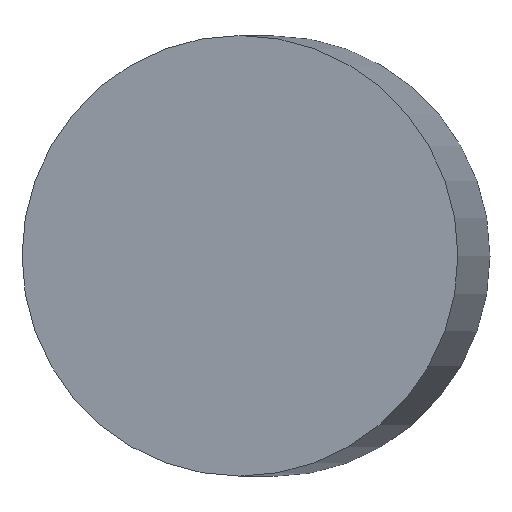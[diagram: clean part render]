
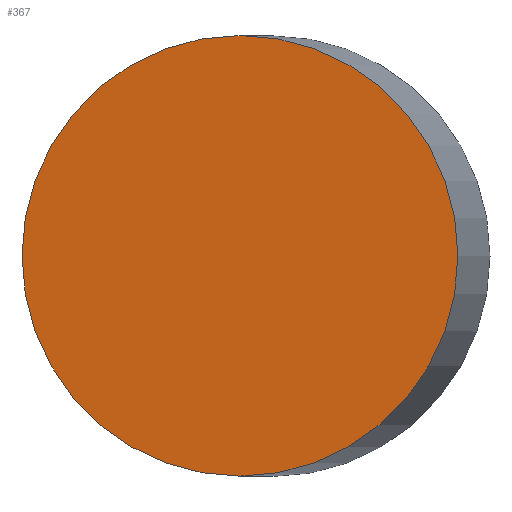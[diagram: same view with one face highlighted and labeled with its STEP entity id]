
A CAD part, top view. The second image highlights one B-rep face of the part: STEP entity #367.
In plain terms, the highlighted planar face has unit normal (-0.146, 0, 0.989).
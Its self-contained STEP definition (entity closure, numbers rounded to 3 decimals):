
#21 = EDGE_CURVE('',#22,#24,#26,.T.);
#22 = VERTEX_POINT('',#23);
#23 = CARTESIAN_POINT('',(-0.531,0.,
    0.175));
#24 = VERTEX_POINT('',#25);
#25 = CARTESIAN_POINT('',(0.458,0.,
    0.32));
#26 = SURFACE_CURVE('',#27,(#32,#66),.PCURVE_S1.);
#27 = CIRCLE('',#28,0.5);
#28 = AXIS2_PLACEMENT_3D('',#29,#30,#31);
#29 = CARTESIAN_POINT('',(-0.036,0.,
    0.247));
#30 = DIRECTION('',(0.146,0.,-0.989));
#31 = DIRECTION('',(-0.989,0.,-0.146)
  );
#32 = PCURVE('',#33,#38);
#33 = CYLINDRICAL_SURFACE('',#34,0.5);
#34 = AXIS2_PLACEMENT_3D('',#35,#36,#37);
#35 = CARTESIAN_POINT('',(-0.038,0.,
    0.257));
#36 = DIRECTION('',(0.146,0.,-0.989));
#37 = DIRECTION('',(0.989,0.,0.146));
#38 = DEFINITIONAL_REPRESENTATION('',(#39),#65);
#39 = B_SPLINE_CURVE_WITH_KNOTS('',3,(#40,#41,#42,#43,#44,#45,#46,#47,
    #48,#49,#50,#51,#52,#53,#54,#55,#56,#57,#58,#59,#60,#61,#62,#63,#64)
  ,.UNSPECIFIED.,.F.,.F.,(4,1,1,1,1,1,1,1,1,1,1,1,1,1,1,1,1,1,1,1,1,1,4)
  ,(0.,0.143,0.286,0.428,0.571,
    0.714,0.857,1.,1.142,
    1.285,1.428,1.571,1.714,
    1.856,1.999,2.142,2.285,
    2.428,2.57,2.713,2.856,
    2.999,3.142),.QUASI_UNIFORM_KNOTS.);
#40 = CARTESIAN_POINT('',(3.142,0.01));
#41 = CARTESIAN_POINT('',(3.189,0.01));
#42 = CARTESIAN_POINT('',(3.284,0.01));
#43 = CARTESIAN_POINT('',(3.427,0.01));
#44 = CARTESIAN_POINT('',(3.57,0.01));
#45 = CARTESIAN_POINT('',(3.713,0.01));
#46 = CARTESIAN_POINT('',(3.856,0.01));
#47 = CARTESIAN_POINT('',(3.998,0.01));
#48 = CARTESIAN_POINT('',(4.141,0.01));
#49 = CARTESIAN_POINT('',(4.284,0.01));
#50 = CARTESIAN_POINT('',(4.427,0.01));
#51 = CARTESIAN_POINT('',(4.57,0.01));
#52 = CARTESIAN_POINT('',(4.712,0.01));
#53 = CARTESIAN_POINT('',(4.855,0.01));
#54 = CARTESIAN_POINT('',(4.998,0.01));
#55 = CARTESIAN_POINT('',(5.141,0.01));
#56 = CARTESIAN_POINT('',(5.284,0.01));
#57 = CARTESIAN_POINT('',(5.426,0.01));
#58 = CARTESIAN_POINT('',(5.569,0.01));
#59 = CARTESIAN_POINT('',(5.712,0.01));
#60 = CARTESIAN_POINT('',(5.855,0.01));
#61 = CARTESIAN_POINT('',(5.998,0.01));
#62 = CARTESIAN_POINT('',(6.14,0.01));
#63 = CARTESIAN_POINT('',(6.236,0.01));
#64 = CARTESIAN_POINT('',(6.283,0.01));
#65 = ( GEOMETRIC_REPRESENTATION_CONTEXT(2) 
PARAMETRIC_REPRESENTATION_CONTEXT() REPRESENTATION_CONTEXT('2D SPACE',''
  ) );
#66 = PCURVE('',#67,#72);
#67 = PLANE('',#68);
#68 = AXIS2_PLACEMENT_3D('',#69,#70,#71);
#69 = CARTESIAN_POINT('',(-0.036,0.,
    0.247));
#70 = DIRECTION('',(0.146,0.,-0.989));
#71 = DIRECTION('',(-0.989,0.,-0.146)
  );
#72 = DEFINITIONAL_REPRESENTATION('',(#73),#77);
#73 = CIRCLE('',#74,0.5);
#74 = AXIS2_PLACEMENT_2D('',#75,#76);
#75 = CARTESIAN_POINT('',(0.,0.));
#76 = DIRECTION('',(1.,0.));
#77 = ( GEOMETRIC_REPRESENTATION_CONTEXT(2) 
PARAMETRIC_REPRESENTATION_CONTEXT() REPRESENTATION_CONTEXT('2D SPACE',''
  ) );
#117 = CYLINDRICAL_SURFACE('',#118,0.5);
#118 = AXIS2_PLACEMENT_3D('',#119,#120,#121);
#119 = CARTESIAN_POINT('',(-0.038,0.,
    0.257));
#120 = DIRECTION('',(0.146,0.,-0.989)
  );
#121 = DIRECTION('',(-0.989,0.,-0.146)
  );
#323 = EDGE_CURVE('',#24,#22,#324,.T.);
#324 = SURFACE_CURVE('',#325,(#330,#359),.PCURVE_S1.);
#325 = CIRCLE('',#326,0.5);
#326 = AXIS2_PLACEMENT_3D('',#327,#328,#329);
#327 = CARTESIAN_POINT('',(-0.036,0.,
    0.247));
#328 = DIRECTION('',(0.146,0.,-0.989)
  );
#329 = DIRECTION('',(0.989,0.,0.146)
  );
#330 = PCURVE('',#117,#331);
#331 = DEFINITIONAL_REPRESENTATION('',(#332),#358);
#332 = B_SPLINE_CURVE_WITH_KNOTS('',3,(#333,#334,#335,#336,#337,#338,
    #339,#340,#341,#342,#343,#344,#345,#346,#347,#348,#349,#350,#351,
    #352,#353,#354,#355,#356,#357),.UNSPECIFIED.,.F.,.F.,(4,1,1,1,1,1,1,
    1,1,1,1,1,1,1,1,1,1,1,1,1,1,1,4),(0.,0.143,0.286,
    0.428,0.571,0.714,0.857,
    1.,1.142,1.285,1.428,
    1.571,1.714,1.856,1.999,
    2.142,2.285,2.428,2.57,
    2.713,2.856,2.999,3.142),
  .QUASI_UNIFORM_KNOTS.);
#333 = CARTESIAN_POINT('',(3.142,0.01));
#334 = CARTESIAN_POINT('',(3.189,0.01));
#335 = CARTESIAN_POINT('',(3.284,0.01));
#336 = CARTESIAN_POINT('',(3.427,0.01));
#337 = CARTESIAN_POINT('',(3.57,0.01));
#338 = CARTESIAN_POINT('',(3.713,0.01));
#339 = CARTESIAN_POINT('',(3.856,0.01));
#340 = CARTESIAN_POINT('',(3.998,0.01));
#341 = CARTESIAN_POINT('',(4.141,0.01));
#342 = CARTESIAN_POINT('',(4.284,0.01));
#343 = CARTESIAN_POINT('',(4.427,0.01));
#344 = CARTESIAN_POINT('',(4.57,0.01));
#345 = CARTESIAN_POINT('',(4.712,0.01));
#346 = CARTESIAN_POINT('',(4.855,0.01));
#347 = CARTESIAN_POINT('',(4.998,0.01));
#348 = CARTESIAN_POINT('',(5.141,0.01));
#349 = CARTESIAN_POINT('',(5.284,0.01));
#350 = CARTESIAN_POINT('',(5.426,0.01));
#351 = CARTESIAN_POINT('',(5.569,0.01));
#352 = CARTESIAN_POINT('',(5.712,0.01));
#353 = CARTESIAN_POINT('',(5.855,0.01));
#354 = CARTESIAN_POINT('',(5.998,0.01));
#355 = CARTESIAN_POINT('',(6.14,0.01));
#356 = CARTESIAN_POINT('',(6.236,0.01));
#357 = CARTESIAN_POINT('',(6.283,0.01));
#358 = ( GEOMETRIC_REPRESENTATION_CONTEXT(2) 
PARAMETRIC_REPRESENTATION_CONTEXT() REPRESENTATION_CONTEXT('2D SPACE',''
  ) );
#359 = PCURVE('',#67,#360);
#360 = DEFINITIONAL_REPRESENTATION('',(#361),#365);
#361 = CIRCLE('',#362,0.5);
#362 = AXIS2_PLACEMENT_2D('',#363,#364);
#363 = CARTESIAN_POINT('',(0.,0.));
#364 = DIRECTION('',(-1.,0.));
#365 = ( GEOMETRIC_REPRESENTATION_CONTEXT(2) 
PARAMETRIC_REPRESENTATION_CONTEXT() REPRESENTATION_CONTEXT('2D SPACE',''
  ) );
#367 = ADVANCED_FACE('',(#368),#67,.F.);
#368 = FACE_BOUND('',#369,.F.);
#369 = EDGE_LOOP('',(#370,#371));
#370 = ORIENTED_EDGE('',*,*,#21,.T.);
#371 = ORIENTED_EDGE('',*,*,#323,.T.);
